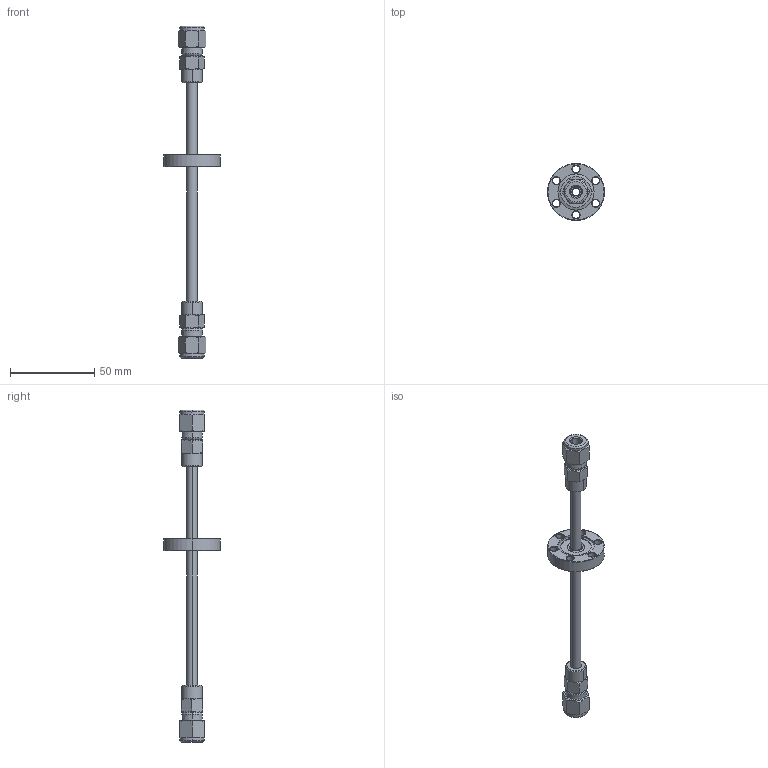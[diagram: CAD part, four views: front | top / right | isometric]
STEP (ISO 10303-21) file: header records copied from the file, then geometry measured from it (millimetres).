
FILE_DESCRIPTION (( 'STEP AP203' ), '1' );
FILE_NAME ('610000.STEP', '2010-03-03T22:05:07', ( 'MIS' ), ( '' ), 'SwSTEP 2.0', 'SolidWorks 2010', '' );
FILE_SCHEMA (( 'CONFIG_CONTROL_DESIGN' ));
Length unit declared in the file: millimetre
Products named in the file (1): 610000
Bounding box: 33.78 x 33.78 x 196.85 mm (x, y, z)
Volume: 15090 mm3; surface area: 12937 mm2
Topology: 4 solids, 4 shells, 198 faces, 428 edges, 250 vertices
Faces by surface type: cone 104, cylinder 44, plane 44, torus 6
Entity records: 5629 total; most frequent: CARTESIAN_POINT 1249, DIRECTION 940, ORIENTED_EDGE 856, EDGE_CURVE 428, AXIS2_PLACEMENT_3D 405, VERTEX_POINT 250, EDGE_LOOP 230, CIRCLE 206
